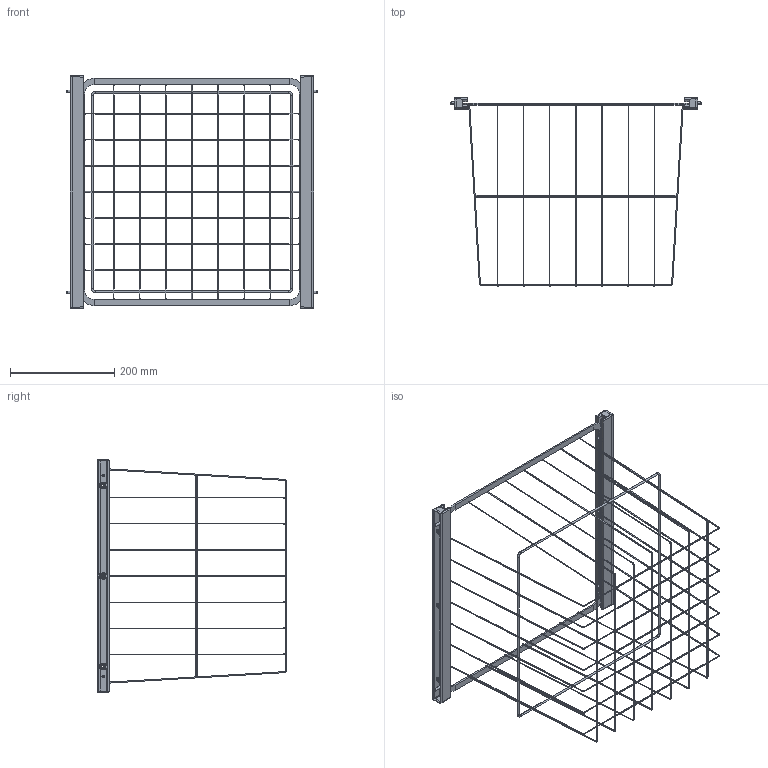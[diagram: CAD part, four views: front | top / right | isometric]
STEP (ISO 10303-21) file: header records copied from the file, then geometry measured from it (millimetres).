
FILE_DESCRIPTION (( 'STEP AP203' ), '1' );
FILE_NAME ('LM296+LM214.STEP', '2023-03-07T07:35:25', ( '' ), ( '' ), 'SwSTEP 2.0', 'SolidWorks 2021', '' );
FILE_SCHEMA (( 'CONFIG_CONTROL_DESIGN' ));
Length unit declared in the file: millimetre
Products named in the file (3): 10131_Default<As Machined>; LM296+LM214; 11292_Default<As Machined>
Assembly tree (3 placements, depth 2):
  LM296+LM214
    10131_Default<As Machined>
    11292_Default<As Machined>  x2
Bounding box: 479 x 361.8 x 447 mm (x, y, z)
Volume: 290632.5 mm3; surface area: 338107.4 mm2
Topology: 20 solids, 20 shells, 588 faces, 1416 edges, 840 vertices
Faces by surface type: cylinder 244, plane 156, torus 76, bspline 56, cone 32, sphere 24
Entity records: 11973 total; most frequent: CARTESIAN_POINT 2562, DIRECTION 2068, ORIENTED_EDGE 1852, EDGE_CURVE 926, AXIS2_PLACEMENT_3D 858, VERTEX_POINT 556, CIRCLE 478, EDGE_LOOP 410
